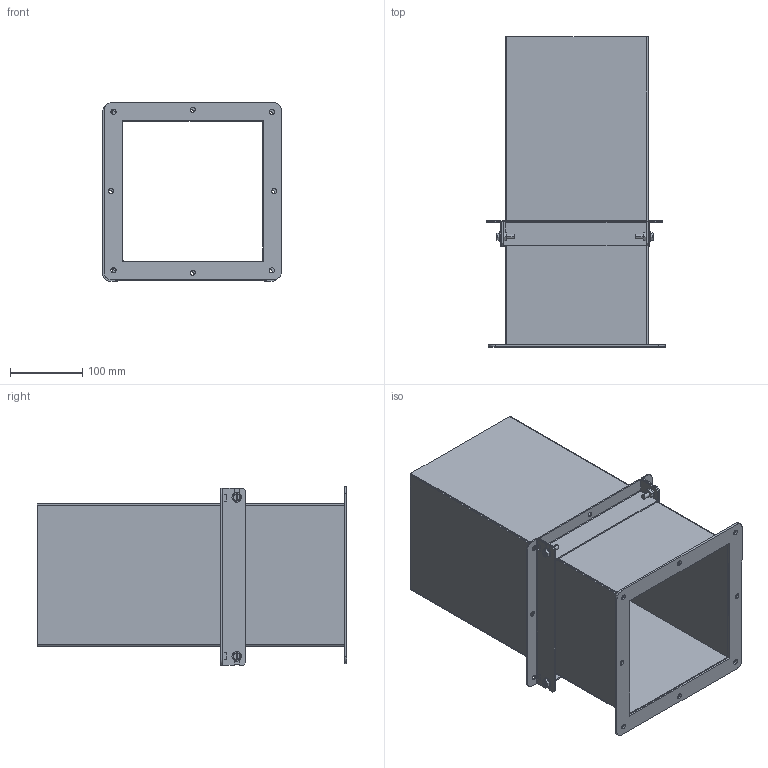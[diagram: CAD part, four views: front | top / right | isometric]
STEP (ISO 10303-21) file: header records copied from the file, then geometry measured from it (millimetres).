
FILE_DESCRIPTION (( 'STEP AP203' ), '1' );
FILE_NAME ('1487EX.step', '2024-04-25T14:43:42', ( '' ), ( '' ), 'SwSTEP 2.0', 'SolidWorks 2023', '' );
FILE_SCHEMA (( 'CONFIG_CONTROL_DESIGN' ));
Length unit declared in the file: inch
Products named in the file (1): 1487EX
Bounding box: 246.51 x 428.62 x 246.75 mm (x, y, z)
Volume: 801273.9 mm3; surface area: 841092.3 mm2
Topology: 17 solids, 17 shells, 396 faces, 1042 edges, 684 vertices
Faces by surface type: plane 258, cylinder 106, bspline 32
Entity records: 12937 total; most frequent: CARTESIAN_POINT 3147, ORIENTED_EDGE 2084, DIRECTION 1880, EDGE_CURVE 1042, VECTOR 710, LINE 710, VERTEX_POINT 684, AXIS2_PLACEMENT_3D 585
